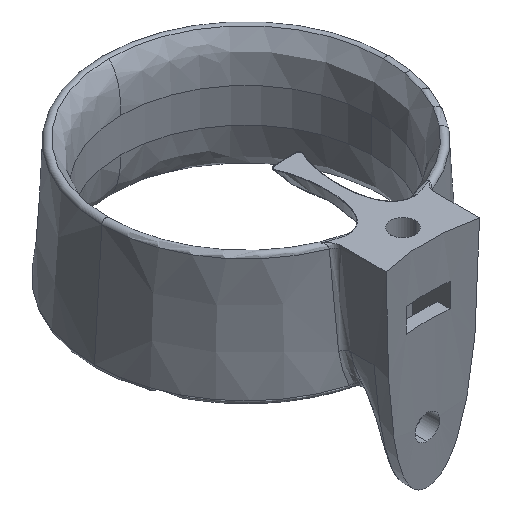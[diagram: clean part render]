
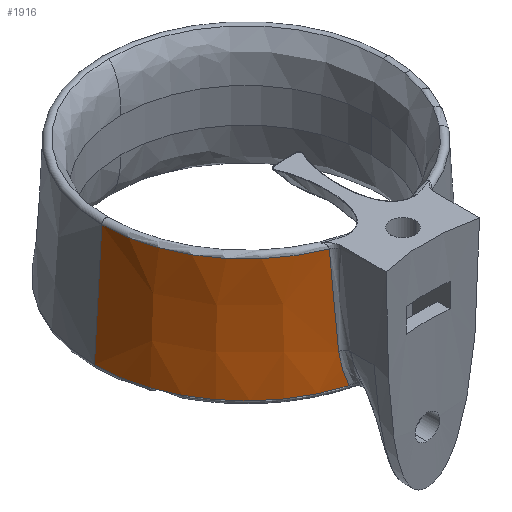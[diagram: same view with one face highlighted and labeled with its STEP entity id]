
A CAD part, isometric view. The second image highlights one B-rep face of the part: STEP entity #1916.
In plain terms, the highlighted conical face has half-angle 3.617 degrees and reference radius 40.576 mm.
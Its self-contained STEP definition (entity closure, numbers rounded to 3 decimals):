
#10 = FACE_OUTER_BOUND ( 'NONE', #1825, .T. ) ;
#18 = VERTEX_POINT ( 'NONE', #192 ) ;
#61 = CONICAL_SURFACE ( 'NONE', #1460, 40.576, 0.063 ) ;
#97 = CARTESIAN_POINT ( 'NONE',  ( -13.735, -36.585, 24.902 ) ) ;
#192 = CARTESIAN_POINT ( 'NONE',  ( -40.576, 0., 1.194 ) ) ;
#357 = CARTESIAN_POINT ( 'NONE',  ( -11.797, -38.738, 2.527 ) ) ;
#464 = CARTESIAN_POINT ( 'NONE',  ( -13.344, -37.511, 13.28 ) ) ;
#515 = CARTESIAN_POINT ( 'NONE',  ( -40.576, 0., 1.194 ) ) ;
#602 = CARTESIAN_POINT ( 'NONE',  ( -38.587, 0., 32.662 ) ) ;
#690 = CARTESIAN_POINT ( 'NONE',  ( -13.082, -37.86, 9.414 ) ) ;
#741 = VERTEX_POINT ( 'NONE', #690 ) ;
#763 = CARTESIAN_POINT ( 'NONE',  ( -13.082, -37.86, 9.414 ) ) ;
#781 = ORIENTED_EDGE ( 'NONE', *, *, #3616, .T. ) ;
#797 = VERTEX_POINT ( 'NONE', #3863 ) ;
#849 = ORIENTED_EDGE ( 'NONE', *, *, #3833, .T. ) ;
#859 = CARTESIAN_POINT ( 'NONE',  ( 0., 0., 1.194 ) ) ;
#908 = EDGE_CURVE ( 'NONE', #18, #797, #1989, .T. ) ;
#945 = CARTESIAN_POINT ( 'NONE',  ( -13.786, -36.04, 32.662 ) ) ;
#956 = VERTEX_POINT ( 'NONE', #602 ) ;
#972 = LINE ( 'NONE', #515, #1633 ) ;
#1456 = CARTESIAN_POINT ( 'NONE',  ( -13.786, -36.04, 32.662 ) ) ;
#1460 = AXIS2_PLACEMENT_3D ( 'NONE', #859, #2857, #3913 ) ;
#1473 = EDGE_CURVE ( 'NONE', #956, #3085, #3847, .T. ) ;
#1575 = DIRECTION ( 'NONE',  ( 1., 0., 0. ) ) ;
#1623 = ORIENTED_EDGE ( 'NONE', *, *, #1473, .F. ) ;
#1633 = VECTOR ( 'NONE', #2121, 1000. ) ;
#1722 = EDGE_CURVE ( 'NONE', #741, #3085, #2120, .T. ) ;
#1825 = EDGE_LOOP ( 'NONE', ( #1623, #781, #2863, #849, #3385 ) ) ;
#1916 = ADVANCED_FACE ( 'NONE', ( #10 ), #61, .T. ) ;
#1949 = DIRECTION ( 'NONE',  ( 0., 0., 1. ) ) ;
#1965 = DIRECTION ( 'NONE',  ( 1., 0., 0. ) ) ;
#1989 = CIRCLE ( 'NONE', #2264, 40.576 ) ;
#2120 = B_SPLINE_CURVE_WITH_KNOTS ( 'NONE', 3,
 ( #763, #464, #3497, #97, #4126, #1456 ),
 .UNSPECIFIED., .F., .F.,
 ( 4, 2, 4 ),
 ( 0., 0.012, 0.023 ),
 .UNSPECIFIED. ) ;
#2121 = DIRECTION ( 'NONE',  ( -0.063, 0., -0.998 ) ) ;
#2264 = AXIS2_PLACEMENT_3D ( 'NONE', #3295, #1949, #1965 ) ;
#2857 = DIRECTION ( 'NONE',  ( 0., 0., -1. ) ) ;
#2863 = ORIENTED_EDGE ( 'NONE', *, *, #908, .T. ) ;
#2907 = CARTESIAN_POINT ( 'NONE',  ( 0., 0., 32.662 ) ) ;
#3008 = CARTESIAN_POINT ( 'NONE',  ( -12.965, -37.994, 8.008 ) ) ;
#3020 = CARTESIAN_POINT ( 'NONE',  ( -12.65, -38.239, 5.922 ) ) ;
#3052 = AXIS2_PLACEMENT_3D ( 'NONE', #2907, #3275, #1575 ) ;
#3085 = VERTEX_POINT ( 'NONE', #945 ) ;
#3275 = DIRECTION ( 'NONE',  ( 0., 0., 1. ) ) ;
#3293 = CARTESIAN_POINT ( 'NONE',  ( -12.201, -38.522, 3.866 ) ) ;
#3295 = CARTESIAN_POINT ( 'NONE',  ( 0., 0., 1.194 ) ) ;
#3330 = CARTESIAN_POINT ( 'NONE',  ( -12.774, -38.152, 6.615 ) ) ;
#3385 = ORIENTED_EDGE ( 'NONE', *, *, #1722, .T. ) ;
#3497 = CARTESIAN_POINT ( 'NONE',  ( -13.515, -37.188, 17.152 ) ) ;
#3616 = EDGE_CURVE ( 'NONE', #956, #18, #972, .T. ) ;
#3833 = EDGE_CURVE ( 'NONE', #797, #741, #4237, .T. ) ;
#3847 = CIRCLE ( 'NONE', #3052, 38.587 ) ;
#3863 = CARTESIAN_POINT ( 'NONE',  ( -11.37, -38.95, 1.194 ) ) ;
#3913 = DIRECTION ( 'NONE',  ( -1., 0., 0. ) ) ;
#3988 = CARTESIAN_POINT ( 'NONE',  ( -11.37, -38.95, 1.194 ) ) ;
#4126 = CARTESIAN_POINT ( 'NONE',  ( -13.783, -36.304, 28.781 ) ) ;
#4237 = B_SPLINE_CURVE_WITH_KNOTS ( 'NONE', 3,
 ( #3988, #357, #3293, #3020, #3330, #3008, #4309, #4340 ),
 .UNSPECIFIED., .F., .F.,
 ( 4, 2, 2, 4 ),
 ( 0., 0.004, 0.006, 0.008 ),
 .UNSPECIFIED. ) ;
#4309 = CARTESIAN_POINT ( 'NONE',  ( -13.034, -37.924, 8.709 ) ) ;
#4340 = CARTESIAN_POINT ( 'NONE',  ( -13.082, -37.86, 9.414 ) ) ;
